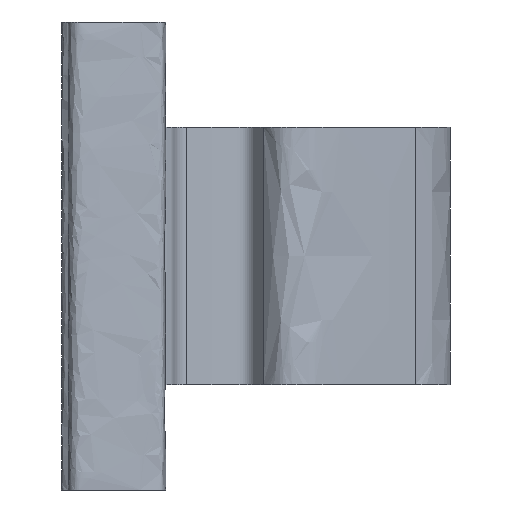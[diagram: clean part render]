
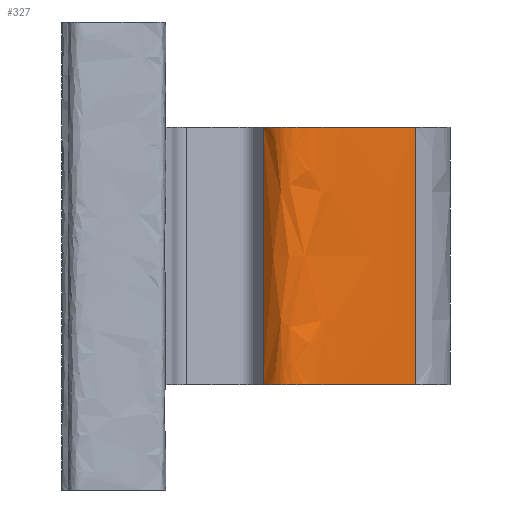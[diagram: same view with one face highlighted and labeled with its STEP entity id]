
A CAD part, left-side view. The second image highlights one B-rep face of the part: STEP entity #327.
In plain terms, the highlighted free-form (B-spline) face has degree [3, 1] with [16, 2] control points.
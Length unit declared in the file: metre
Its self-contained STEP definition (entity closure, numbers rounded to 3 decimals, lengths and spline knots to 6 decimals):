
#30=B_SPLINE_CURVE_WITH_KNOTS('',3,(#1344,#1345,#1346,#1347,#1348,#1349,
#1350,#1351,#1352,#1353,#1354),.UNSPECIFIED.,.F.,.F.,(4,1,1,1,1,1,1,1,4),
(0.,0.196228,0.306304,0.459293,0.611193,
0.717271,0.815929,0.92161,1.),.UNSPECIFIED.);
#31=B_SPLINE_CURVE_WITH_KNOTS('',3,(#1355,#1356,#1357,#1358,#1359,#1360,
#1361,#1362,#1363,#1364,#1365),.UNSPECIFIED.,.F.,.F.,(4,1,1,1,1,1,1,1,4),
(0.,0.196228,0.306304,0.459293,0.611193,
0.717271,0.815929,0.92161,1.),.UNSPECIFIED.);
#41=B_SPLINE_SURFACE_WITH_KNOTS('',3,1,((#1312,#1313),(#1314,#1315),(#1316,
#1317),(#1318,#1319),(#1320,#1321),(#1322,#1323),(#1324,#1325),(#1326,#1327),
(#1328,#1329),(#1330,#1331),(#1332,#1333),(#1334,#1335),(#1336,#1337),(#1338,
#1339),(#1340,#1341),(#1342,#1343)),.SURF_OF_LINEAR_EXTRUSION.,.F.,.F.,
 .F.,(4,1,1,1,1,1,1,1,1,1,1,1,1,4),(2,2),(0.,0.125,0.1875,0.25,0.3125,0.375,
0.5,0.625,0.6875,0.75,0.8125,0.875,0.9375,1.),(0.,1.),.UNSPECIFIED.);
#114=ORIENTED_EDGE('',*,*,#178,.F.);
#115=ORIENTED_EDGE('',*,*,#166,.F.);
#116=ORIENTED_EDGE('',*,*,#179,.T.);
#117=ORIENTED_EDGE('',*,*,#176,.T.);
#166=EDGE_CURVE('',#201,#200,#230,.T.);
#176=EDGE_CURVE('',#207,#206,#233,.T.);
#178=EDGE_CURVE('',#200,#206,#30,.T.);
#179=EDGE_CURVE('',#201,#207,#31,.T.);
#200=VERTEX_POINT('',#942);
#201=VERTEX_POINT('',#975);
#206=VERTEX_POINT('',#1299);
#207=VERTEX_POINT('',#1301);
#230=LINE('',#976,#256);
#233=LINE('',#1300,#259);
#256=VECTOR('',#393,1.);
#259=VECTOR('',#396,1.);
#277=EDGE_LOOP('',(#114,#115,#116,#117));
#297=FACE_BOUND('',#277,.T.);
#327=ADVANCED_FACE('',(#297),#41,.T.);
#393=DIRECTION('',(0.,0.,-1.));
#396=DIRECTION('',(0.,0.,-1.));
#942=CARTESIAN_POINT('',(0.003494,-0.023983,0.0045));
#975=CARTESIAN_POINT('',(0.003494,-0.023983,0.0155));
#976=CARTESIAN_POINT('',(0.003494,-0.023983,0.0155));
#1299=CARTESIAN_POINT('',(0.,-0.017468,0.0045));
#1300=CARTESIAN_POINT('',(0.,-0.017468,0.0155));
#1301=CARTESIAN_POINT('',(0.,-0.017468,0.0155));
#1312=CARTESIAN_POINT('',(0.003494,-0.023983,0.0155));
#1313=CARTESIAN_POINT('',(0.003494,-0.023983,0.0045));
#1314=CARTESIAN_POINT('',(0.002991,-0.023459,0.0155));
#1315=CARTESIAN_POINT('',(0.002991,-0.023459,0.0045));
#1316=CARTESIAN_POINT('',(0.002422,-0.022852,0.0155));
#1317=CARTESIAN_POINT('',(0.002422,-0.022852,0.0045));
#1318=CARTESIAN_POINT('',(0.001927,-0.0223,0.0155));
#1319=CARTESIAN_POINT('',(0.001927,-0.0223,0.0045));
#1320=CARTESIAN_POINT('',(0.001669,-0.021995,0.0155));
#1321=CARTESIAN_POINT('',(0.001669,-0.021995,0.0045));
#1322=CARTESIAN_POINT('',(0.001411,-0.021693,0.0155));
#1323=CARTESIAN_POINT('',(0.001411,-0.021693,0.0045));
#1324=CARTESIAN_POINT('',(0.000922,-0.021148,0.0155));
#1325=CARTESIAN_POINT('',(0.000922,-0.021148,0.0045));
#1326=CARTESIAN_POINT('',(0.000163,-0.020336,0.0155));
#1327=CARTESIAN_POINT('',(0.000163,-0.020336,0.0045));
#1328=CARTESIAN_POINT('',(-0.000435,-0.019583,0.0155));
#1329=CARTESIAN_POINT('',(-0.000435,-0.019583,0.0045));
#1330=CARTESIAN_POINT('',(-0.000582,-0.019079,0.0155));
#1331=CARTESIAN_POINT('',(-0.000582,-0.019079,0.0045));
#1332=CARTESIAN_POINT('',(-0.000644,-0.01871,0.0155));
#1333=CARTESIAN_POINT('',(-0.000644,-0.01871,0.0045));
#1334=CARTESIAN_POINT('',(-0.000643,-0.018336,0.0155));
#1335=CARTESIAN_POINT('',(-0.000643,-0.018336,0.0045));
#1336=CARTESIAN_POINT('',(-0.000464,-0.017948,0.0155));
#1337=CARTESIAN_POINT('',(-0.000464,-0.017948,0.0045));
#1338=CARTESIAN_POINT('',(-0.000206,-0.017634,0.0155));
#1339=CARTESIAN_POINT('',(-0.000206,-0.017634,0.0045));
#1340=CARTESIAN_POINT('',(-0.000051,-0.017514,0.0155));
#1341=CARTESIAN_POINT('',(-0.000051,-0.017514,0.0045));
#1342=CARTESIAN_POINT('',(0.,-0.017468,0.0155));
#1343=CARTESIAN_POINT('',(0.,-0.017468,0.0045));
#1344=CARTESIAN_POINT('',(0.003494,-0.023983,0.0045));
#1345=CARTESIAN_POINT('',(0.002704,-0.02316,0.0045));
#1346=CARTESIAN_POINT('',(0.001946,-0.022334,0.0045));
#1347=CARTESIAN_POINT('',(0.001431,-0.021704,0.0045));
#1348=CARTESIAN_POINT('',(0.000467,-0.020658,0.0045));
#1349=CARTESIAN_POINT('',(-0.000456,-0.019621,0.0045));
#1350=CARTESIAN_POINT('',(-0.000617,-0.01892,0.0045));
#1351=CARTESIAN_POINT('',(-0.000682,-0.018303,0.0045));
#1352=CARTESIAN_POINT('',(-0.00031,-0.017716,0.0045));
#1353=CARTESIAN_POINT('',(-0.000064,-0.017526,0.0045));
#1354=CARTESIAN_POINT('',(0.,-0.017468,0.0045));
#1355=CARTESIAN_POINT('',(0.003494,-0.023983,0.0155));
#1356=CARTESIAN_POINT('',(0.002704,-0.02316,0.0155));
#1357=CARTESIAN_POINT('',(0.001946,-0.022334,0.0155));
#1358=CARTESIAN_POINT('',(0.001431,-0.021704,0.0155));
#1359=CARTESIAN_POINT('',(0.000467,-0.020658,0.0155));
#1360=CARTESIAN_POINT('',(-0.000456,-0.019621,0.0155));
#1361=CARTESIAN_POINT('',(-0.000617,-0.01892,0.0155));
#1362=CARTESIAN_POINT('',(-0.000682,-0.018303,0.0155));
#1363=CARTESIAN_POINT('',(-0.00031,-0.017716,0.0155));
#1364=CARTESIAN_POINT('',(-0.000064,-0.017526,0.0155));
#1365=CARTESIAN_POINT('',(0.,-0.017468,0.0155));
